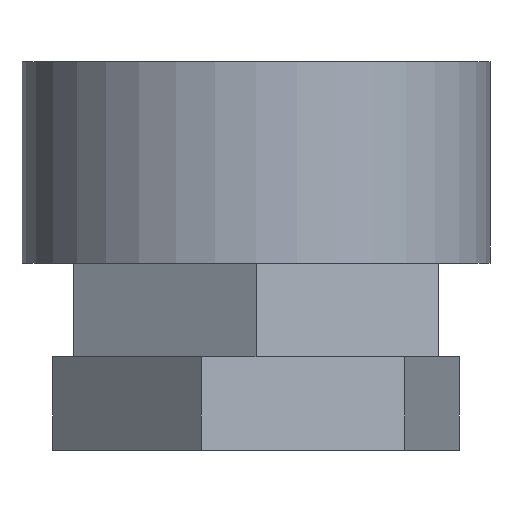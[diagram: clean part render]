
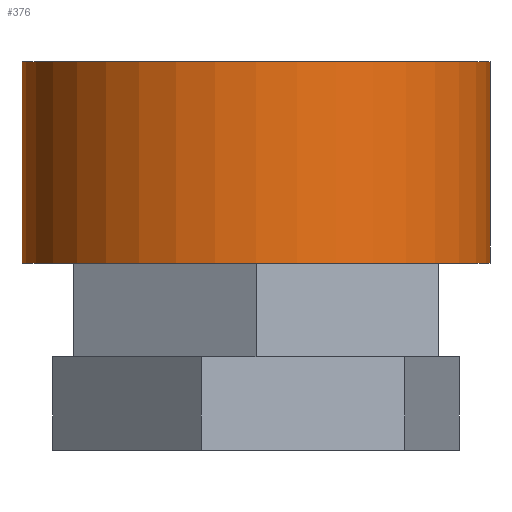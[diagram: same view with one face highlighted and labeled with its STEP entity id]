
A CAD part, front view. The second image highlights one B-rep face of the part: STEP entity #376.
In plain terms, the highlighted cylindrical face has radius 5 mm (diameter 10 mm), a full revolution.
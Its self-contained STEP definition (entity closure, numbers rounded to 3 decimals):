
#117=FACE_BOUND('',#157,.T.);
#129=FACE_OUTER_BOUND('',#156,.T.);
#156=EDGE_LOOP('',(#282));
#157=EDGE_LOOP('',(#283));
#190=CIRCLE('',#409,5.);
#191=CIRCLE('',#410,5.);
#200=VERTEX_POINT('',#554);
#201=VERTEX_POINT('',#556);
#234=EDGE_CURVE('',#200,#200,#190,.T.);
#235=EDGE_CURVE('',#201,#201,#191,.T.);
#282=ORIENTED_EDGE('',*,*,#234,.T.);
#283=ORIENTED_EDGE('',*,*,#235,.F.);
#370=CYLINDRICAL_SURFACE('',#408,5.);
#376=ADVANCED_FACE('',(#129,#117),#370,.T.);
#408=AXIS2_PLACEMENT_3D('',#553,#451,#452);
#409=AXIS2_PLACEMENT_3D('',#555,#453,#454);
#410=AXIS2_PLACEMENT_3D('',#557,#455,#456);
#451=DIRECTION('center_axis',(0.,0.,-1.));
#452=DIRECTION('ref_axis',(1.,0.,0.));
#453=DIRECTION('center_axis',(0.,0.,1.));
#454=DIRECTION('ref_axis',(1.,0.,0.));
#455=DIRECTION('center_axis',(0.,0.,1.));
#456=DIRECTION('ref_axis',(1.,0.,0.));
#553=CARTESIAN_POINT('Origin',(0.,0.,-0.9));
#554=CARTESIAN_POINT('',(5.,0.,-5.9));
#555=CARTESIAN_POINT('Origin',(0.,0.,-5.9));
#556=CARTESIAN_POINT('',(5.,0.,-1.6));
#557=CARTESIAN_POINT('Origin',(0.,0.,-1.6));
